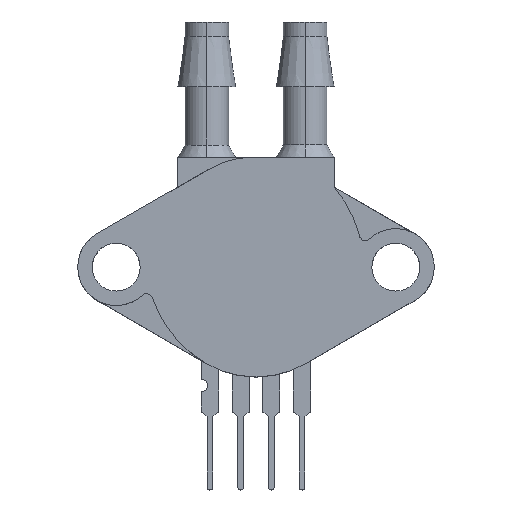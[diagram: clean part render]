
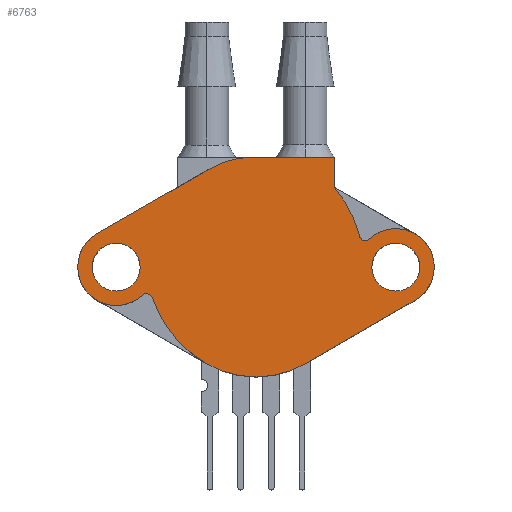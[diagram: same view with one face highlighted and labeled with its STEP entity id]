
A CAD part, top view. The second image highlights one B-rep face of the part: STEP entity #6763.
In plain terms, the highlighted planar face has unit normal (0, 0, 1).
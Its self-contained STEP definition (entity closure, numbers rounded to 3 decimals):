
#5620 = VERTEX_POINT('',#5621);
#5621 = CARTESIAN_POINT('',(9.576,18.415,5.334));
#5656 = VERTEX_POINT('',#5657);
#5657 = CARTESIAN_POINT('',(13.538,18.415,5.334));
#5663 = EDGE_CURVE('',#5620,#5656,#5664,.T.);
#5664 = CIRCLE('',#5665,1.981);
#5665 = AXIS2_PLACEMENT_3D('',#5666,#5667,#5668);
#5666 = CARTESIAN_POINT('',(11.557,18.415,5.334));
#5667 = DIRECTION('',(0.,0.,1.));
#5668 = DIRECTION('',(1.,0.,0.));
#5679 = VERTEX_POINT('',#5680);
#5680 = CARTESIAN_POINT('',(-13.538,18.415,5.334));
#5723 = VERTEX_POINT('',#5724);
#5724 = CARTESIAN_POINT('',(-9.576,18.415,5.334));
#5730 = EDGE_CURVE('',#5679,#5723,#5731,.T.);
#5731 = CIRCLE('',#5732,1.981);
#5732 = AXIS2_PLACEMENT_3D('',#5733,#5734,#5735);
#5733 = CARTESIAN_POINT('',(-11.557,18.415,5.334));
#5734 = DIRECTION('',(0.,0.,1.));
#5735 = DIRECTION('',(1.,0.,0.));
#5745 = EDGE_CURVE('',#5746,#5748,#5750,.T.);
#5746 = VERTEX_POINT('',#5747);
#5747 = CARTESIAN_POINT('',(-14.732,18.415,5.334));
#5748 = VERTEX_POINT('',#5749);
#5749 = CARTESIAN_POINT('',(-9.403,16.082,5.334));
#5750 = CIRCLE('',#5751,3.175);
#5751 = AXIS2_PLACEMENT_3D('',#5752,#5753,#5754);
#5752 = CARTESIAN_POINT('',(-11.557,18.415,5.334));
#5753 = DIRECTION('',(0.,0.,1.));
#5754 = DIRECTION('',(1.,0.,0.));
#6241 = EDGE_CURVE('',#6242,#5746,#6244,.T.);
#6242 = VERTEX_POINT('',#6243);
#6243 = CARTESIAN_POINT('',(-13.145,21.165,5.334));
#6244 = CIRCLE('',#6245,3.175);
#6245 = AXIS2_PLACEMENT_3D('',#6246,#6247,#6248);
#6246 = CARTESIAN_POINT('',(-11.557,18.415,5.334));
#6247 = DIRECTION('',(0.,0.,1.));
#6248 = DIRECTION('',(1.,0.,0.));
#6337 = VERTEX_POINT('',#6338);
#6338 = CARTESIAN_POINT('',(13.145,15.665,5.334));
#6379 = VERTEX_POINT('',#6380);
#6380 = CARTESIAN_POINT('',(9.391,20.736,5.334));
#6386 = EDGE_CURVE('',#6337,#6379,#6387,.T.);
#6387 = CIRCLE('',#6388,3.175);
#6388 = AXIS2_PLACEMENT_3D('',#6389,#6390,#6391);
#6389 = CARTESIAN_POINT('',(11.557,18.415,5.334));
#6390 = DIRECTION('',(0.,0.,1.));
#6391 = DIRECTION('',(1.,0.,0.));
#6413 = VERTEX_POINT('',#6414);
#6414 = CARTESIAN_POINT('',(-4.066,10.424,5.334));
#6420 = EDGE_CURVE('',#6413,#6421,#6423,.T.);
#6421 = VERTEX_POINT('',#6422);
#6422 = CARTESIAN_POINT('',(-8.579,15.876,5.334));
#6423 = CIRCLE('',#6424,10.16);
#6424 = AXIS2_PLACEMENT_3D('',#6425,#6426,#6427);
#6425 = CARTESIAN_POINT('',(1.014,19.223,5.334));
#6426 = DIRECTION('',(0.,0.,-1.));
#6427 = DIRECTION('',(1.,0.,0.));
#6453 = VERTEX_POINT('',#6454);
#6454 = CARTESIAN_POINT('',(4.066,10.424,5.334));
#6460 = EDGE_CURVE('',#6413,#6453,#6461,.T.);
#6461 = CIRCLE('',#6462,8.133);
#6462 = AXIS2_PLACEMENT_3D('',#6463,#6464,#6465);
#6463 = CARTESIAN_POINT('',(0.,17.467,5.334));
#6464 = DIRECTION('',(0.,0.,1.));
#6465 = DIRECTION('',(1.,0.,0.));
#6490 = EDGE_CURVE('',#6453,#6337,#6491,.T.);
#6491 = LINE('',#6492,#6493);
#6492 = CARTESIAN_POINT('',(-3.497,6.057,5.334));
#6493 = VECTOR('',#6494,1.);
#6494 = DIRECTION('',(0.866,0.5,0.));
#6504 = EDGE_CURVE('',#6505,#6379,#6507,.T.);
#6505 = VERTEX_POINT('',#6506);
#6506 = CARTESIAN_POINT('',(8.552,20.982,5.334));
#6507 = CIRCLE('',#6508,0.508);
#6508 = AXIS2_PLACEMENT_3D('',#6509,#6510,#6511);
#6509 = CARTESIAN_POINT('',(9.044,21.107,5.334));
#6510 = DIRECTION('',(0.,0.,1.));
#6511 = DIRECTION('',(1.,0.,0.));
#6532 = VERTEX_POINT('',#6533);
#6533 = CARTESIAN_POINT('',(6.477,25.014,5.334));
#6539 = EDGE_CURVE('',#6532,#6505,#6540,.T.);
#6540 = CIRCLE('',#6541,10.16);
#6541 = AXIS2_PLACEMENT_3D('',#6542,#6543,#6544);
#6542 = CARTESIAN_POINT('',(-1.292,18.467,5.334));
#6543 = DIRECTION('',(0.,0.,-1.));
#6544 = DIRECTION('',(1.,0.,0.));
#6556 = VERTEX_POINT('',#6557);
#6557 = CARTESIAN_POINT('',(6.477,27.496,5.334));
#6563 = EDGE_CURVE('',#6532,#6556,#6564,.T.);
#6564 = LINE('',#6565,#6566);
#6565 = CARTESIAN_POINT('',(6.477,0.,5.334));
#6566 = VECTOR('',#6567,1.);
#6567 = DIRECTION('',(0.,1.,0.));
#6591 = VERTEX_POINT('',#6592);
#6592 = CARTESIAN_POINT('',(-0.307,27.496,5.334));
#6598 = EDGE_CURVE('',#6556,#6591,#6599,.T.);
#6599 = LINE('',#6600,#6601);
#6600 = CARTESIAN_POINT('',(0.,27.496,5.334));
#6601 = VECTOR('',#6602,1.);
#6602 = DIRECTION('',(-1.,0.,0.));
#6615 = VERTEX_POINT('',#6616);
#6616 = CARTESIAN_POINT('',(-3.8,26.56,5.334));
#6622 = EDGE_CURVE('',#6591,#6615,#6623,.T.);
#6623 = CIRCLE('',#6624,6.985);
#6624 = AXIS2_PLACEMENT_3D('',#6625,#6626,#6627);
#6625 = CARTESIAN_POINT('',(-0.307,20.511,5.334));
#6626 = DIRECTION('',(0.,0.,1.));
#6627 = DIRECTION('',(1.,0.,0.));
#6653 = EDGE_CURVE('',#6615,#6242,#6654,.T.);
#6654 = LINE('',#6655,#6656);
#6655 = CARTESIAN_POINT('',(-12.451,21.565,5.334));
#6656 = VECTOR('',#6657,1.);
#6657 = DIRECTION('',(-0.866,-0.5,0.));
#6686 = EDGE_CURVE('',#5723,#5679,#6687,.T.);
#6687 = CIRCLE('',#6688,1.981);
#6688 = AXIS2_PLACEMENT_3D('',#6689,#6690,#6691);
#6689 = CARTESIAN_POINT('',(-11.557,18.415,5.334));
#6690 = DIRECTION('',(0.,0.,1.));
#6691 = DIRECTION('',(1.,0.,0.));
#6703 = EDGE_CURVE('',#6421,#5748,#6704,.T.);
#6704 = CIRCLE('',#6705,0.508);
#6705 = AXIS2_PLACEMENT_3D('',#6706,#6707,#6708);
#6706 = CARTESIAN_POINT('',(-9.059,15.709,5.334));
#6707 = DIRECTION('',(0.,0.,1.));
#6708 = DIRECTION('',(1.,0.,0.));
#6751 = EDGE_CURVE('',#5656,#5620,#6752,.T.);
#6752 = CIRCLE('',#6753,1.981);
#6753 = AXIS2_PLACEMENT_3D('',#6754,#6755,#6756);
#6754 = CARTESIAN_POINT('',(11.557,18.415,5.334));
#6755 = DIRECTION('',(0.,0.,1.));
#6756 = DIRECTION('',(1.,0.,0.));
#6763 = ADVANCED_FACE('',(#6764,#6779,#6783),#6787,.T.);
#6764 = FACE_BOUND('',#6765,.T.);
#6765 = EDGE_LOOP('',(#6766,#6767,#6768,#6769,#6770,#6771,#6772,#6773,
    #6774,#6775,#6776,#6777,#6778));
#6766 = ORIENTED_EDGE('',*,*,#6420,.F.);
#6767 = ORIENTED_EDGE('',*,*,#6460,.T.);
#6768 = ORIENTED_EDGE('',*,*,#6490,.T.);
#6769 = ORIENTED_EDGE('',*,*,#6386,.T.);
#6770 = ORIENTED_EDGE('',*,*,#6504,.F.);
#6771 = ORIENTED_EDGE('',*,*,#6539,.F.);
#6772 = ORIENTED_EDGE('',*,*,#6563,.T.);
#6773 = ORIENTED_EDGE('',*,*,#6598,.T.);
#6774 = ORIENTED_EDGE('',*,*,#6622,.T.);
#6775 = ORIENTED_EDGE('',*,*,#6653,.T.);
#6776 = ORIENTED_EDGE('',*,*,#6241,.T.);
#6777 = ORIENTED_EDGE('',*,*,#5745,.T.);
#6778 = ORIENTED_EDGE('',*,*,#6703,.F.);
#6779 = FACE_BOUND('',#6780,.T.);
#6780 = EDGE_LOOP('',(#6781,#6782));
#6781 = ORIENTED_EDGE('',*,*,#5730,.F.);
#6782 = ORIENTED_EDGE('',*,*,#6686,.F.);
#6783 = FACE_BOUND('',#6784,.T.);
#6784 = EDGE_LOOP('',(#6785,#6786));
#6785 = ORIENTED_EDGE('',*,*,#5663,.F.);
#6786 = ORIENTED_EDGE('',*,*,#6751,.F.);
#6787 = PLANE('',#6788);
#6788 = AXIS2_PLACEMENT_3D('',#6789,#6790,#6791);
#6789 = CARTESIAN_POINT('',(0.,0.,5.334));
#6790 = DIRECTION('',(0.,0.,1.));
#6791 = DIRECTION('',(1.,0.,0.));
